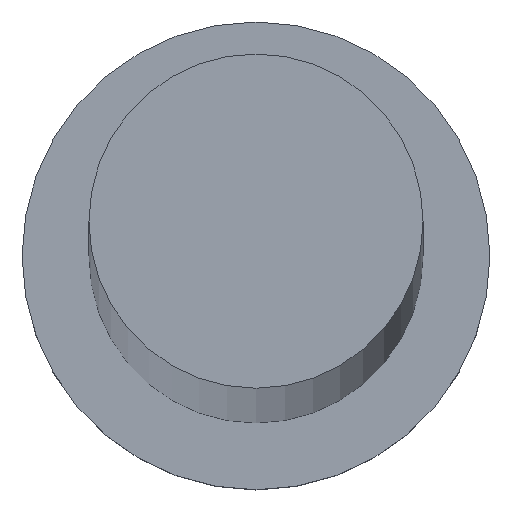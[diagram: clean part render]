
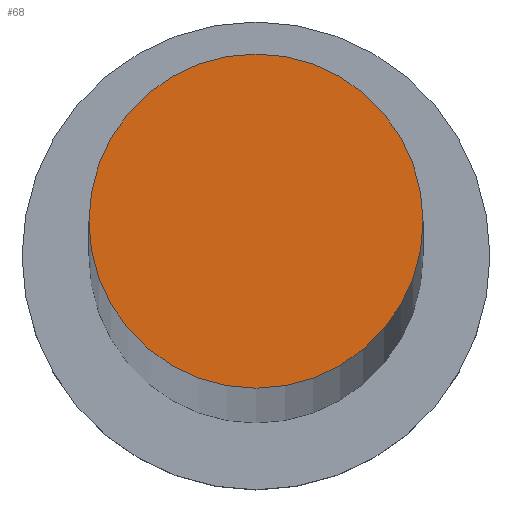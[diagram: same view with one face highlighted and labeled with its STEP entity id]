
A CAD part, top view. The second image highlights one B-rep face of the part: STEP entity #68.
In plain terms, the highlighted planar face has unit normal (0, 0, 1).
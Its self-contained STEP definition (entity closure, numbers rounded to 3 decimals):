
#13 = CARTESIAN_POINT ( 'NONE',  ( 0., 0., 1200. ) ) ;
#52 = DIRECTION ( 'NONE',  ( 1., 0., 0. ) ) ;
#55 = EDGE_CURVE ( 'NONE', #213, #189, #179, .T. ) ;
#63 = AXIS2_PLACEMENT_3D ( 'NONE', #237, #65, #253 ) ;
#65 = DIRECTION ( 'NONE',  ( 0., 0., 1. ) ) ;
#67 = CIRCLE ( 'NONE', #63, 10. ) ;
#68 = ADVANCED_FACE ( 'NONE', ( #228 ), #195, .T. ) ;
#84 = AXIS2_PLACEMENT_3D ( 'NONE', #155, #103, #52 ) ;
#101 = DIRECTION ( 'NONE',  ( 0., 0., 1. ) ) ;
#103 = DIRECTION ( 'NONE',  ( 0., 0., 1. ) ) ;
#109 = ORIENTED_EDGE ( 'NONE', *, *, #236, .T. ) ;
#129 = ORIENTED_EDGE ( 'NONE', *, *, #55, .T. ) ;
#138 = DIRECTION ( 'NONE',  ( 1., 0., 0. ) ) ;
#155 = CARTESIAN_POINT ( 'NONE',  ( 0., 0., 1200. ) ) ;
#169 = AXIS2_PLACEMENT_3D ( 'NONE', #13, #101, #138 ) ;
#177 = EDGE_LOOP ( 'NONE', ( #129, #109 ) ) ;
#179 = CIRCLE ( 'NONE', #84, 10. ) ;
#180 = CARTESIAN_POINT ( 'NONE',  ( -10., 0., 1200. ) ) ;
#189 = VERTEX_POINT ( 'NONE', #202 ) ;
#195 = PLANE ( 'NONE',  #169 ) ;
#202 = CARTESIAN_POINT ( 'NONE',  ( 10., 0., 1200. ) ) ;
#213 = VERTEX_POINT ( 'NONE', #180 ) ;
#228 = FACE_OUTER_BOUND ( 'NONE', #177, .T. ) ;
#236 = EDGE_CURVE ( 'NONE', #189, #213, #67, .T. ) ;
#237 = CARTESIAN_POINT ( 'NONE',  ( 0., 0., 1200. ) ) ;
#253 = DIRECTION ( 'NONE',  ( 1., 0., 0. ) ) ;
